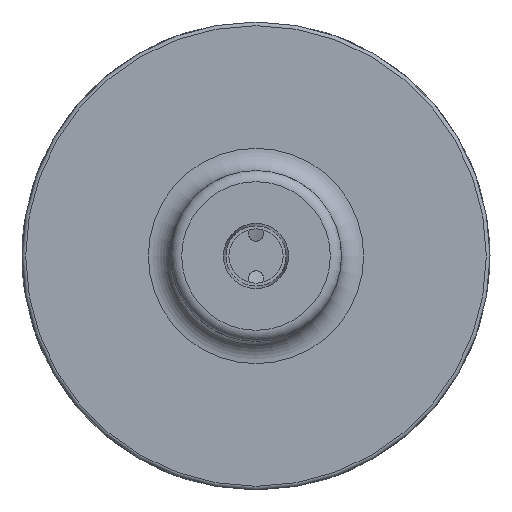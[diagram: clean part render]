
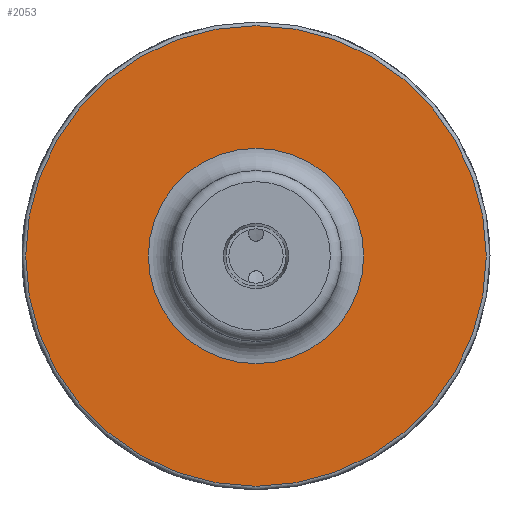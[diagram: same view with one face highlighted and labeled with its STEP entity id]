
A CAD part, left-side view. The second image highlights one B-rep face of the part: STEP entity #2053.
In plain terms, the highlighted planar face has unit normal (-1, 0, 0).
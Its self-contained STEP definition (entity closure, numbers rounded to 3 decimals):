
#1454=CARTESIAN_POINT('',(-22.,0.0,14.5));
#1455=VERTEX_POINT('',#1454);
#1456=CARTESIAN_POINT('',(-22.,0.0,0.0));
#1457=DIRECTION('',(-1.0,0.0,0.0));
#1458=DIRECTION('',(0.0,0.0,1.0));
#1459=AXIS2_PLACEMENT_3D('',#1456,#1457,#1458);
#1460=CIRCLE('',#1459,14.5);
#1461=EDGE_CURVE('',#1455,#1455,#1460,.T.);
#2034=CARTESIAN_POINT('',(-22.,31.5,0.0));
#2035=DIRECTION('',(-1.0,0.0,0.0));
#2036=DIRECTION('',(0.0,0.0,1.0));
#2037=AXIS2_PLACEMENT_3D('',#2034,#2035,#2036);
#2038=PLANE('',#2037);
#2039=CARTESIAN_POINT('',(-22.,31.,0.));
#2040=VERTEX_POINT('',#2039);
#2041=CARTESIAN_POINT('',(-22.,0.,0.0));
#2042=DIRECTION('',(1.0,0.0,0.0));
#2043=DIRECTION('',(0.0,-1.0,0.0));
#2044=AXIS2_PLACEMENT_3D('',#2041,#2042,#2043);
#2045=CIRCLE('',#2044,31.);
#2046=EDGE_CURVE('',#2040,#2040,#2045,.T.);
#2047=ORIENTED_EDGE('',*,*,#2046,.F.);
#2048=EDGE_LOOP('',(#2047));
#2049=FACE_OUTER_BOUND('',#2048,.T.);
#2050=ORIENTED_EDGE('',*,*,#1461,.F.);
#2051=EDGE_LOOP('',(#2050));
#2052=FACE_BOUND('',#2051,.T.);
#2053=ADVANCED_FACE('',(#2049,#2052),#2038,.T.);
